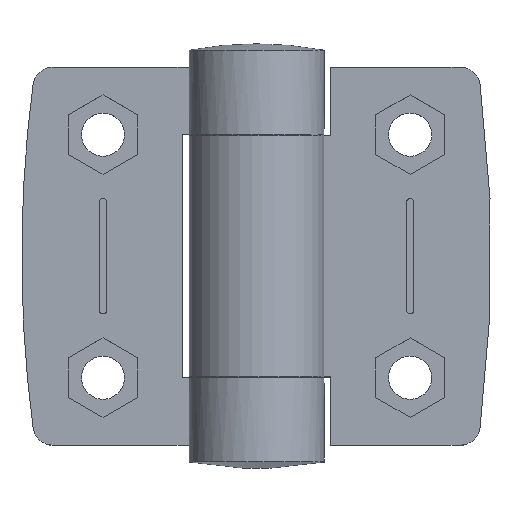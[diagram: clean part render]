
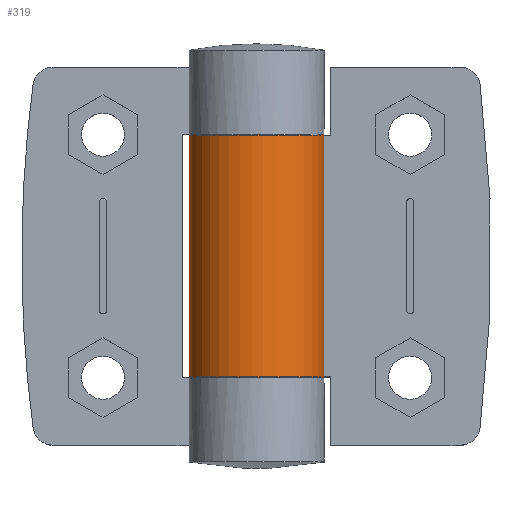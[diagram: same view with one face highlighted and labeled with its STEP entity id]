
A CAD part, top view. The second image highlights one B-rep face of the part: STEP entity #319.
In plain terms, the highlighted cylindrical face has radius 10 mm (diameter 20 mm), a partial arc.
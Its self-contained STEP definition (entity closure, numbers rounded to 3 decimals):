
#319 = ADVANCED_FACE( '', ( #695 ), #696, .T. );
#695 = FACE_OUTER_BOUND( '', #1109, .T. );
#696 = CYLINDRICAL_SURFACE( '', #1110, 10. );
#1109 = EDGE_LOOP( '', ( #2030, #2031, #2032, #2033 ) );
#1110 = AXIS2_PLACEMENT_3D( '', #2034, #2035, #2036 );
#2030 = ORIENTED_EDGE( '', *, *, #2731, .T. );
#2031 = ORIENTED_EDGE( '', *, *, #2749, .F. );
#2032 = ORIENTED_EDGE( '', *, *, #2661, .F. );
#2033 = ORIENTED_EDGE( '', *, *, #2469, .T. );
#2034 = CARTESIAN_POINT( '', ( 0., 17.9, 0. ) );
#2035 = DIRECTION( '', ( 0., 1., 0. ) );
#2036 = DIRECTION( '', ( 0., 0., -1. ) );
#2469 = EDGE_CURVE( '', #2986, #2984, #2987, .T. );
#2661 = EDGE_CURVE( '', #2986, #3287, #3291, .T. );
#2731 = EDGE_CURVE( '', #2984, #3381, #3383, .T. );
#2749 = EDGE_CURVE( '', #3287, #3381, #3406, .T. );
#2984 = VERTEX_POINT( '', #3708 );
#2986 = VERTEX_POINT( '', #3711 );
#2987 = LINE( '', #3712, #3713 );
#3287 = VERTEX_POINT( '', #4133 );
#3291 = CIRCLE( '', #4139, 10. );
#3381 = VERTEX_POINT( '', #4269 );
#3383 = CIRCLE( '', #4272, 10. );
#3406 = LINE( '', #4305, #4306 );
#3708 = CARTESIAN_POINT( '', ( -3.049, -17.9, -9.524 ) );
#3711 = CARTESIAN_POINT( '', ( -3.049, 17.9, -9.524 ) );
#3712 = CARTESIAN_POINT( '', ( -3.049, 17.9, -9.524 ) );
#3713 = VECTOR( '', #4500, 1000. );
#4133 = CARTESIAN_POINT( '', ( 9.682, 17.9, -2.5 ) );
#4139 = AXIS2_PLACEMENT_3D( '', #4719, #4720, #4721 );
#4269 = CARTESIAN_POINT( '', ( 9.682, -17.9, -2.5 ) );
#4272 = AXIS2_PLACEMENT_3D( '', #4784, #4785, #4786 );
#4305 = CARTESIAN_POINT( '', ( 9.682, 17.9, -2.5 ) );
#4306 = VECTOR( '', #4803, 1000. );
#4500 = DIRECTION( '', ( 0., -1., 0. ) );
#4719 = CARTESIAN_POINT( '', ( 0., 17.9, 0. ) );
#4720 = DIRECTION( '', ( 0., 1., 0. ) );
#4721 = DIRECTION( '', ( 1., 0., 0. ) );
#4784 = CARTESIAN_POINT( '', ( 0., -17.9, 0. ) );
#4785 = DIRECTION( '', ( 0., 1., 0. ) );
#4786 = DIRECTION( '', ( 1., 0., 0. ) );
#4803 = DIRECTION( '', ( 0., -1., 0. ) );
